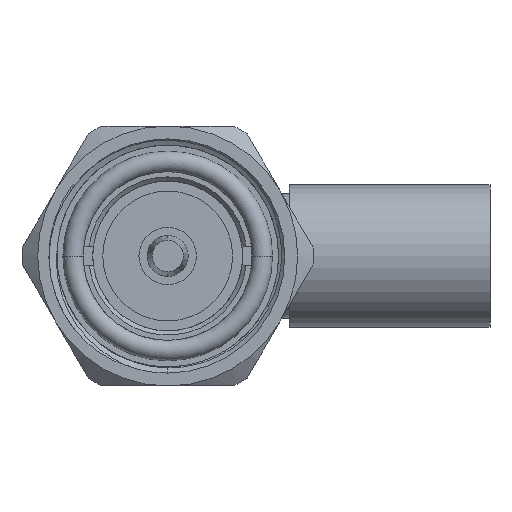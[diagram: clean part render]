
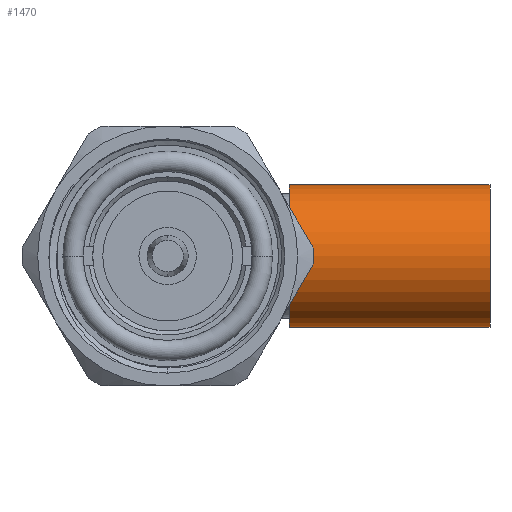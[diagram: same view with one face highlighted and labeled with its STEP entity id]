
A CAD part, left-side view. The second image highlights one B-rep face of the part: STEP entity #1470.
In plain terms, the highlighted cylindrical face has radius 8.7 mm (diameter 17.4 mm), a partial arc.
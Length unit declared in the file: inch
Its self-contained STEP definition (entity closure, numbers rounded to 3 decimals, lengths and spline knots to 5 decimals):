
#47 = DIRECTION ( 'NONE',  ( 0., 1., 0. ) ) ;
#68 = CARTESIAN_POINT ( 'NONE',  ( 1.18898, -1.54957, 0. ) ) ;
#187 = VECTOR ( 'NONE', #2320, 39.37008 ) ;
#219 = EDGE_CURVE ( 'NONE', #563, #3283, #2794, .T. ) ;
#254 = CARTESIAN_POINT ( 'NONE',  ( 1.18898, -1.54957, 0.34252 ) ) ;
#429 = CARTESIAN_POINT ( 'NONE',  ( 1.18898, -0.585, -0.34252 ) ) ;
#451 = ORIENTED_EDGE ( 'NONE', *, *, #219, .T. ) ;
#563 = VERTEX_POINT ( 'NONE', #2722 ) ;
#666 = AXIS2_PLACEMENT_3D ( 'NONE', #68, #47, #2909 ) ;
#691 = DIRECTION ( 'NONE',  ( 0., 0., -1. ) ) ;
#899 = EDGE_CURVE ( 'NONE', #2466, #4134, #4527, .T. ) ;
#1080 = DIRECTION ( 'NONE',  ( 0., -1., 0. ) ) ;
#1103 = CIRCLE ( 'NONE', #1704, 0.34252 ) ;
#1192 = ORIENTED_EDGE ( 'NONE', *, *, #3177, .T. ) ;
#1256 = DIRECTION ( 'NONE',  ( 0., -1., 0. ) ) ;
#1403 = AXIS2_PLACEMENT_3D ( 'NONE', #3896, #1080, #691 ) ;
#1470 = ADVANCED_FACE ( 'NONE', ( #2867 ), #3597, .T. ) ;
#1535 = CARTESIAN_POINT ( 'NONE',  ( 1.18898, -1.54957, 0. ) ) ;
#1600 = DIRECTION ( 'NONE',  ( 0., 0., -1. ) ) ;
#1679 = DIRECTION ( 'NONE',  ( 0., 1., 0. ) ) ;
#1704 = AXIS2_PLACEMENT_3D ( 'NONE', #1535, #1256, #1600 ) ;
#2211 = EDGE_CURVE ( 'NONE', #563, #2466, #1103, .T. ) ;
#2320 = DIRECTION ( 'NONE',  ( 0., 1., 0. ) ) ;
#2466 = VERTEX_POINT ( 'NONE', #3275 ) ;
#2722 = CARTESIAN_POINT ( 'NONE',  ( 1.18898, -1.54957, 0.34252 ) ) ;
#2751 = ORIENTED_EDGE ( 'NONE', *, *, #2211, .F. ) ;
#2794 = LINE ( 'NONE', #254, #3230 ) ;
#2867 = FACE_OUTER_BOUND ( 'NONE', #3745, .T. ) ;
#2909 = DIRECTION ( 'NONE',  ( 0., 0., 1. ) ) ;
#3177 = EDGE_CURVE ( 'NONE', #3283, #4134, #3406, .T. ) ;
#3230 = VECTOR ( 'NONE', #1679, 39.37008 ) ;
#3275 = CARTESIAN_POINT ( 'NONE',  ( 1.18898, -1.54957, -0.34252 ) ) ;
#3283 = VERTEX_POINT ( 'NONE', #4038 ) ;
#3365 = CARTESIAN_POINT ( 'NONE',  ( 1.18898, -1.54957, -0.34252 ) ) ;
#3381 = ORIENTED_EDGE ( 'NONE', *, *, #899, .F. ) ;
#3406 = CIRCLE ( 'NONE', #1403, 0.34252 ) ;
#3597 = CYLINDRICAL_SURFACE ( 'NONE', #666, 0.34252 ) ;
#3745 = EDGE_LOOP ( 'NONE', ( #3381, #2751, #451, #1192 ) ) ;
#3896 = CARTESIAN_POINT ( 'NONE',  ( 1.18898, -0.585, 0. ) ) ;
#4038 = CARTESIAN_POINT ( 'NONE',  ( 1.18898, -0.585, 0.34252 ) ) ;
#4134 = VERTEX_POINT ( 'NONE', #429 ) ;
#4527 = LINE ( 'NONE', #3365, #187 ) ;
